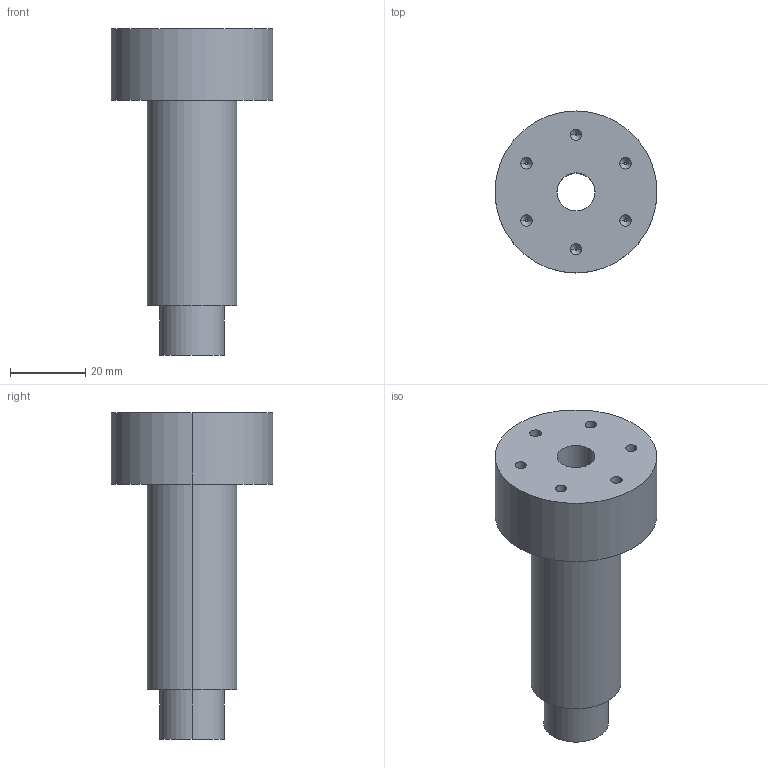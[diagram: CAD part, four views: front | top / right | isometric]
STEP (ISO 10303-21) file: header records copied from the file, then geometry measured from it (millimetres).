
FILE_DESCRIPTION (( 'STEP AP203' ), '1' );
FILE_NAME ('J3 Spindle.STEP', '2016-07-29T00:17:17', ( '' ), ( '' ), 'SwSTEP 2.0', 'SolidWorks 2015', '' );
FILE_SCHEMA (( 'CONFIG_CONTROL_DESIGN' ));
Length unit declared in the file: inch
Products named in the file (1): J3 Spindle
Bounding box: 43.18 x 43.18 x 87.12 mm (x, y, z)
Volume: 47529.3 mm3; surface area: 14457.1 mm2
Topology: 1 solids, 1 shells, 45 faces, 90 edges, 56 vertices
Faces by surface type: cylinder 22, cone 12, plane 11
Entity records: 1267 total; most frequent: DIRECTION 238, CARTESIAN_POINT 192, ORIENTED_EDGE 180, AXIS2_PLACEMENT_3D 102, EDGE_CURVE 90, VERTEX_POINT 56, EDGE_LOOP 56, CIRCLE 56
